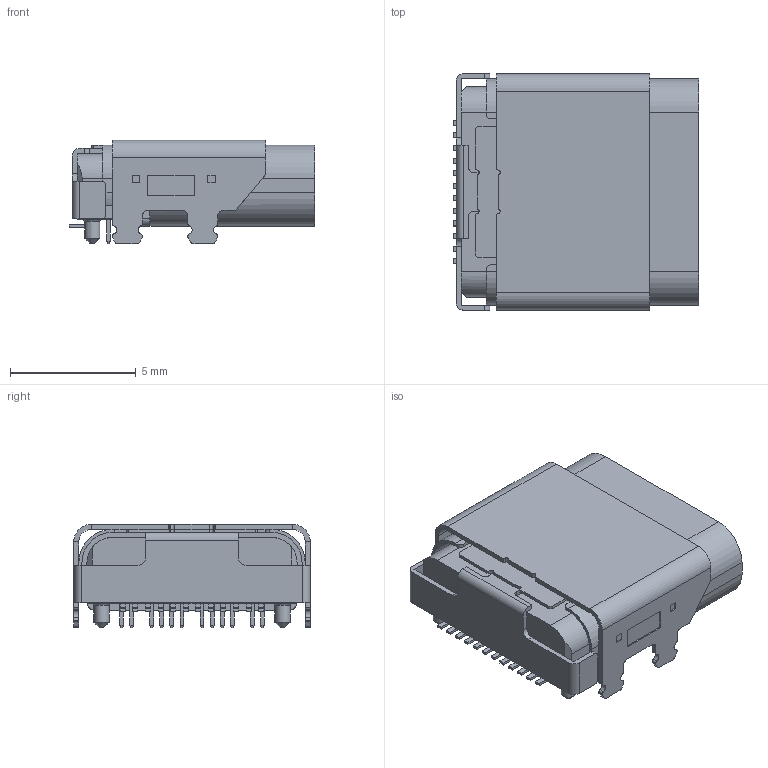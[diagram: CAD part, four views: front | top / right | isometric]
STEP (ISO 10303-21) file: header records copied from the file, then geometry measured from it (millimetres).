
FILE_DESCRIPTION(/* description */ (''),/* implementation_level */ '2;1');
FILE_NAME(/* name */ 'JAE - DX07S024XJ1R1100.step',/* time_stamp */ '2020-05-12T23:23:06+01:00',/* author */ (''),/* organization */ (''),/* preprocessor_version */ 'ST-DEVELOPER v18.1',/* originating_system */ 'Autodesk Translation Framework v9.2.0.1227',/* authorisation */ '');
FILE_SCHEMA (('AUTOMOTIVE_DESIGN { 1 0 10303 214 3 1 1 }'));
Length unit declared in the file: millimetre
Products named in the file (1): JAE - DX07S024XJ1R1100
Bounding box: 9.76 x 9.4 x 4.11 mm (x, y, z)
Volume: 184.8 mm3; surface area: 743.2 mm2
Topology: 1 solids, 12 shells, 1748 faces, 5006 edges, 3242 vertices
Faces by surface type: plane 1363, cylinder 369, cone 10, torus 6
Full cylindrical faces by diameter (mm): 0.5 x1, 0.6 x2, 0.7 x2
Entity records: 57147 total; most frequent: ORIENTED_EDGE 10032, CARTESIAN_POINT 10013, DIRECTION 9332, EDGE_CURVE 5016, LINE 4194, VECTOR 4194, VERTEX_POINT 3242, AXIS2_PLACEMENT_3D 2569
